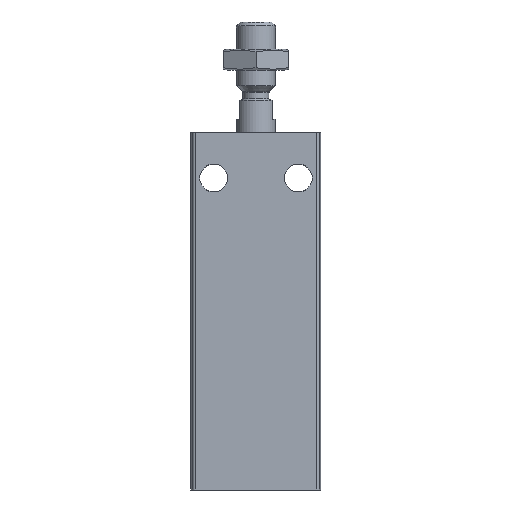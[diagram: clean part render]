
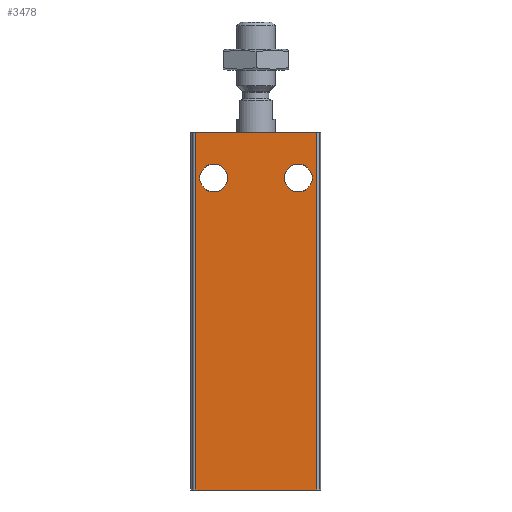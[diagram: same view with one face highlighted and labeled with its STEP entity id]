
A CAD part, front view. The second image highlights one B-rep face of the part: STEP entity #3478.
In plain terms, the highlighted planar face has unit normal (0, -1, 0).
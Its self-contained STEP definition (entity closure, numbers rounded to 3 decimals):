
#118=PLANE('',#3865);
#316=LINE('',#6093,#530);
#344=LINE('',#6173,#558);
#351=LINE('',#6198,#565);
#352=LINE('',#6199,#566);
#530=VECTOR('',#4573,1000.);
#558=VECTOR('',#4645,1000.);
#565=VECTOR('',#4676,1000.);
#566=VECTOR('',#4677,1000.);
#609=CIRCLE('',#3647,2.15);
#610=CIRCLE('',#3650,2.15);
#1301=ORIENTED_EDGE('',*,*,#1777,.F.);
#1302=ORIENTED_EDGE('',*,*,#1773,.F.);
#1303=ORIENTED_EDGE('',*,*,#2072,.T.);
#1304=ORIENTED_EDGE('',*,*,#2136,.T.);
#1305=ORIENTED_EDGE('',*,*,#2121,.F.);
#1306=ORIENTED_EDGE('',*,*,#2137,.F.);
#1773=EDGE_CURVE('',#2269,#2269,#609,.T.);
#1777=EDGE_CURVE('',#2273,#2273,#610,.T.);
#2072=EDGE_CURVE('',#2505,#2504,#316,.T.);
#2121=EDGE_CURVE('',#2534,#2535,#344,.T.);
#2136=EDGE_CURVE('',#2504,#2535,#351,.T.);
#2137=EDGE_CURVE('',#2505,#2534,#352,.T.);
#2269=VERTEX_POINT('',#5156);
#2273=VERTEX_POINT('',#5220);
#2504=VERTEX_POINT('',#6092);
#2505=VERTEX_POINT('',#6094);
#2534=VERTEX_POINT('',#6172);
#2535=VERTEX_POINT('',#6174);
#2806=EDGE_LOOP('',(#1301));
#2807=EDGE_LOOP('',(#1302));
#2808=EDGE_LOOP('',(#1303,#1304,#1305,#1306));
#3096=FACE_BOUND('',#2806,.T.);
#3097=FACE_BOUND('',#2807,.T.);
#3098=FACE_BOUND('',#2808,.T.);
#3478=ADVANCED_FACE('',(#3096,#3097,#3098),#118,.T.);
#3647=AXIS2_PLACEMENT_3D('',#5155,#4068,#4069);
#3650=AXIS2_PLACEMENT_3D('',#5219,#4074,#4075);
#3865=AXIS2_PLACEMENT_3D('',#6197,#4674,#4675);
#4068=DIRECTION('',(0.,-1.,0.));
#4069=DIRECTION('',(0.,0.,-1.));
#4074=DIRECTION('',(0.,-1.,0.));
#4075=DIRECTION('',(0.,0.,-1.));
#4573=DIRECTION('',(1.,0.,0.));
#4645=DIRECTION('',(1.,0.,0.));
#4674=DIRECTION('',(0.,-1.,0.));
#4675=DIRECTION('',(0.,0.,-1.));
#4676=DIRECTION('',(0.,0.,1.));
#4677=DIRECTION('',(0.,0.,1.));
#5155=CARTESIAN_POINT('',(6.5,-16.,-7.));
#5156=CARTESIAN_POINT('',(6.5,-16.,-9.15));
#5219=CARTESIAN_POINT('',(-6.5,-16.,-7.));
#5220=CARTESIAN_POINT('',(-6.5,-16.,-9.15));
#6092=CARTESIAN_POINT('',(9.345,-16.,-55.));
#6093=CARTESIAN_POINT('',(-10.,-16.,-55.));
#6094=CARTESIAN_POINT('',(-9.345,-16.,-55.));
#6172=CARTESIAN_POINT('',(-9.345,-16.,0.));
#6173=CARTESIAN_POINT('',(-10.,-16.,0.));
#6174=CARTESIAN_POINT('',(9.345,-16.,0.));
#6197=CARTESIAN_POINT('',(-10.,-16.,-55.));
#6198=CARTESIAN_POINT('',(9.345,-16.,-55.));
#6199=CARTESIAN_POINT('',(-9.345,-16.,-55.));
